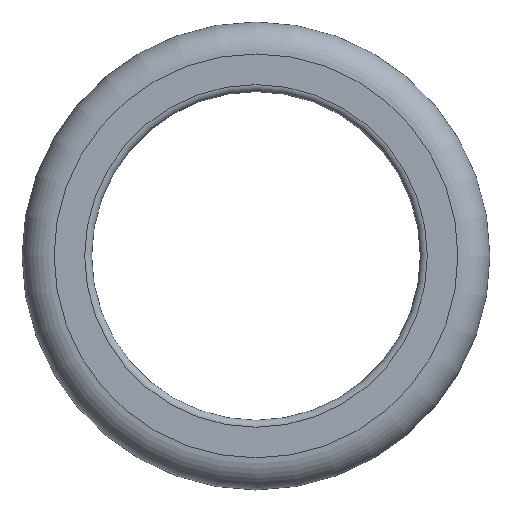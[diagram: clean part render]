
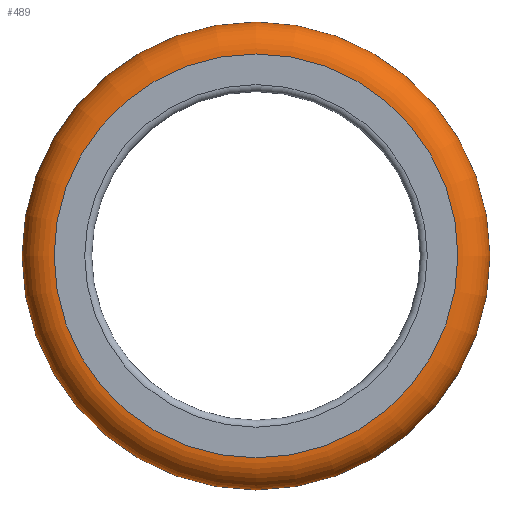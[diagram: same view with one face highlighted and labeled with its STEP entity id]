
A CAD part, top view. The second image highlights one B-rep face of the part: STEP entity #489.
In plain terms, the highlighted toroidal (fillet/blend) face has major radius 14.5 mm and minor radius 2.3 mm.
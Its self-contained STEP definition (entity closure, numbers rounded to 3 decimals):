
#350 = PLANE('',#351);
#351 = AXIS2_PLACEMENT_3D('',#352,#353,#354);
#352 = CARTESIAN_POINT('',(0.,0.,16.));
#353 = DIRECTION('',(0.,0.,1.));
#354 = DIRECTION('',(-1.,-0.,-0.));
#405 = EDGE_CURVE('',#406,#406,#408,.T.);
#406 = VERTEX_POINT('',#407);
#407 = CARTESIAN_POINT('',(-14.5,0.,16.));
#408 = SURFACE_CURVE('',#409,(#414,#421),.PCURVE_S1.);
#409 = CIRCLE('',#410,14.5);
#410 = AXIS2_PLACEMENT_3D('',#411,#412,#413);
#411 = CARTESIAN_POINT('',(0.,0.,16.));
#412 = DIRECTION('',(0.,0.,1.));
#413 = DIRECTION('',(-1.,0.,0.));
#414 = PCURVE('',#350,#415);
#415 = DEFINITIONAL_REPRESENTATION('',(#416),#420);
#416 = CIRCLE('',#417,14.5);
#417 = AXIS2_PLACEMENT_2D('',#418,#419);
#418 = CARTESIAN_POINT('',(0.,0.));
#419 = DIRECTION('',(1.,-0.));
#420 = ( GEOMETRIC_REPRESENTATION_CONTEXT(2) 
PARAMETRIC_REPRESENTATION_CONTEXT() REPRESENTATION_CONTEXT('2D SPACE',''
  ) );
#421 = PCURVE('',#422,#427);
#422 = TOROIDAL_SURFACE('',#423,14.5,2.3);
#423 = AXIS2_PLACEMENT_3D('',#424,#425,#426);
#424 = CARTESIAN_POINT('',(0.,0.,13.7));
#425 = DIRECTION('',(0.,0.,-1.));
#426 = DIRECTION('',(-1.,0.,0.));
#427 = DEFINITIONAL_REPRESENTATION('',(#428),#432);
#428 = LINE('',#429,#430);
#429 = CARTESIAN_POINT('',(-0.,4.712));
#430 = VECTOR('',#431,1.);
#431 = DIRECTION('',(-1.,0.));
#432 = ( GEOMETRIC_REPRESENTATION_CONTEXT(2) 
PARAMETRIC_REPRESENTATION_CONTEXT() REPRESENTATION_CONTEXT('2D SPACE',''
  ) );
#489 = ADVANCED_FACE('',(#490),#422,.T.);
#490 = FACE_BOUND('',#491,.F.);
#491 = EDGE_LOOP('',(#492,#516,#517,#518));
#492 = ORIENTED_EDGE('',*,*,#493,.F.);
#493 = EDGE_CURVE('',#406,#494,#496,.T.);
#494 = VERTEX_POINT('',#495);
#495 = CARTESIAN_POINT('',(-16.8,0.,13.7));
#496 = SEAM_CURVE('',#497,(#502,#509),.PCURVE_S1.);
#497 = CIRCLE('',#498,2.3);
#498 = AXIS2_PLACEMENT_3D('',#499,#500,#501);
#499 = CARTESIAN_POINT('',(-14.5,0.,13.7));
#500 = DIRECTION('',(-0.,-1.,0.));
#501 = DIRECTION('',(-1.,0.,0.));
#502 = PCURVE('',#422,#503);
#503 = DEFINITIONAL_REPRESENTATION('',(#504),#508);
#504 = LINE('',#505,#506);
#505 = CARTESIAN_POINT('',(-0.,0.));
#506 = VECTOR('',#507,1.);
#507 = DIRECTION('',(-0.,1.));
#508 = ( GEOMETRIC_REPRESENTATION_CONTEXT(2) 
PARAMETRIC_REPRESENTATION_CONTEXT() REPRESENTATION_CONTEXT('2D SPACE',''
  ) );
#509 = PCURVE('',#422,#510);
#510 = DEFINITIONAL_REPRESENTATION('',(#511),#515);
#511 = LINE('',#512,#513);
#512 = CARTESIAN_POINT('',(-6.283,0.));
#513 = VECTOR('',#514,1.);
#514 = DIRECTION('',(-0.,1.));
#515 = ( GEOMETRIC_REPRESENTATION_CONTEXT(2) 
PARAMETRIC_REPRESENTATION_CONTEXT() REPRESENTATION_CONTEXT('2D SPACE',''
  ) );
#516 = ORIENTED_EDGE('',*,*,#405,.T.);
#517 = ORIENTED_EDGE('',*,*,#493,.T.);
#518 = ORIENTED_EDGE('',*,*,#519,.F.);
#519 = EDGE_CURVE('',#494,#494,#520,.T.);
#520 = SURFACE_CURVE('',#521,(#526,#533),.PCURVE_S1.);
#521 = CIRCLE('',#522,16.8);
#522 = AXIS2_PLACEMENT_3D('',#523,#524,#525);
#523 = CARTESIAN_POINT('',(0.,0.,13.7));
#524 = DIRECTION('',(0.,0.,1.));
#525 = DIRECTION('',(-1.,0.,0.));
#526 = PCURVE('',#422,#527);
#527 = DEFINITIONAL_REPRESENTATION('',(#528),#532);
#528 = LINE('',#529,#530);
#529 = CARTESIAN_POINT('',(-0.,6.283));
#530 = VECTOR('',#531,1.);
#531 = DIRECTION('',(-1.,0.));
#532 = ( GEOMETRIC_REPRESENTATION_CONTEXT(2) 
PARAMETRIC_REPRESENTATION_CONTEXT() REPRESENTATION_CONTEXT('2D SPACE',''
  ) );
#533 = PCURVE('',#534,#539);
#534 = CYLINDRICAL_SURFACE('',#535,16.8);
#535 = AXIS2_PLACEMENT_3D('',#536,#537,#538);
#536 = CARTESIAN_POINT('',(0.,0.,16.));
#537 = DIRECTION('',(0.,0.,-1.));
#538 = DIRECTION('',(-1.,0.,0.));
#539 = DEFINITIONAL_REPRESENTATION('',(#540),#544);
#540 = LINE('',#541,#542);
#541 = CARTESIAN_POINT('',(-0.,2.3));
#542 = VECTOR('',#543,1.);
#543 = DIRECTION('',(-1.,0.));
#544 = ( GEOMETRIC_REPRESENTATION_CONTEXT(2) 
PARAMETRIC_REPRESENTATION_CONTEXT() REPRESENTATION_CONTEXT('2D SPACE',''
  ) );
